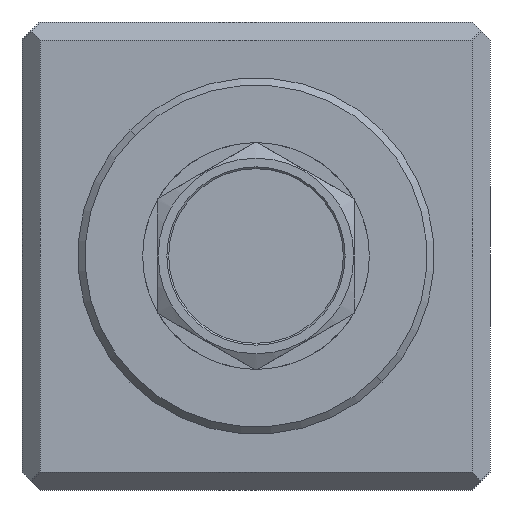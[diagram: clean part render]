
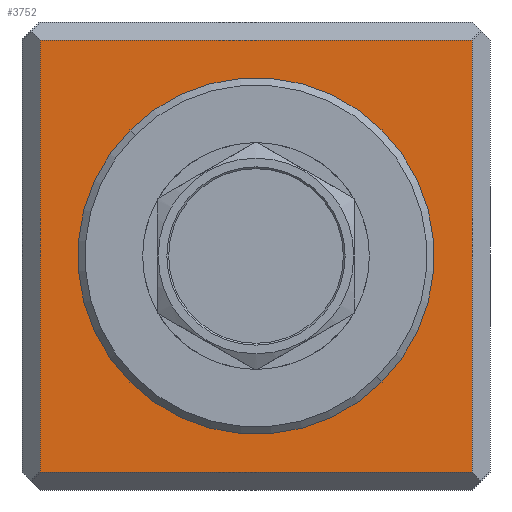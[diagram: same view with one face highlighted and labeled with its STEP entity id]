
A CAD part, left-side view. The second image highlights one B-rep face of the part: STEP entity #3752.
In plain terms, the highlighted planar face has unit normal (-1, 0, 0).
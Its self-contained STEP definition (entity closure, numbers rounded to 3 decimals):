
#445=DIRECTION('',(0.,-1.,0.));
#446=VECTOR('',#445,120.);
#447=CARTESIAN_POINT('',(-25.,60.,-60.));
#448=LINE('',#447,#446);
#449=DIRECTION('',(0.,0.,-1.));
#450=VECTOR('',#449,120.);
#451=CARTESIAN_POINT('',(-25.,60.,60.));
#452=LINE('',#451,#450);
#453=DIRECTION('',(0.,1.,0.));
#454=VECTOR('',#453,120.);
#455=CARTESIAN_POINT('',(-25.,-60.,60.));
#456=LINE('',#455,#454);
#457=DIRECTION('',(0.,0.,1.));
#458=VECTOR('',#457,120.);
#459=CARTESIAN_POINT('',(-25.,-60.,-60.));
#460=LINE('',#459,#458);
#461=CARTESIAN_POINT('',(-25.,0.,0.));
#462=DIRECTION('',(1.,0.,0.));
#463=DIRECTION('',(0.,0.707,0.707));
#464=AXIS2_PLACEMENT_3D('',#461,#462,#463);
#466=CARTESIAN_POINT('',(-25.,0.,0.));
#467=DIRECTION('',(1.,0.,0.));
#468=DIRECTION('',(0.,-0.707,-0.707));
#469=AXIS2_PLACEMENT_3D('',#466,#467,#468);
#2737=CARTESIAN_POINT('',(-25.,60.,-60.));
#2738=CARTESIAN_POINT('',(-25.,-60.,-60.));
#2739=VERTEX_POINT('',#2737);
#2740=VERTEX_POINT('',#2738);
#2747=CARTESIAN_POINT('',(-25.,60.,60.));
#2748=VERTEX_POINT('',#2747);
#2759=CARTESIAN_POINT('',(-25.,-60.,60.));
#2760=VERTEX_POINT('',#2759);
#2825=CARTESIAN_POINT('',(-25.,33.234,33.234));
#2826=CARTESIAN_POINT('',(-25.,-33.234,-33.234));
#2827=VERTEX_POINT('',#2825);
#2828=VERTEX_POINT('',#2826);
#3733=CARTESIAN_POINT('',(-25.,0.,0.));
#3734=DIRECTION('',(-1.,0.,0.));
#3735=DIRECTION('',(0.,0.,1.));
#3736=AXIS2_PLACEMENT_3D('',#3733,#3734,#3735);
#3737=PLANE('',#3736);
#3738=ORIENTED_EDGE('',*,*,#3709,.F.);
#3739=ORIENTED_EDGE('',*,*,#3722,.F.);
#3741=ORIENTED_EDGE('',*,*,#3740,.F.);
#3743=ORIENTED_EDGE('',*,*,#3742,.F.);
#3744=EDGE_LOOP('',(#3738,#3739,#3741,#3743));
#3745=FACE_OUTER_BOUND('',#3744,.F.);
#3747=ORIENTED_EDGE('',*,*,#3746,.F.);
#3749=ORIENTED_EDGE('',*,*,#3748,.F.);
#3750=EDGE_LOOP('',(#3747,#3749));
#3751=FACE_BOUND('',#3750,.F.);
#3752=ADVANCED_FACE('',(#3745,#3751),#3737,.T.);
#465=CIRCLE('',#464,47.);
#470=CIRCLE('',#469,47.);
#3709=EDGE_CURVE('',#2739,#2740,#448,.T.);
#3722=EDGE_CURVE('',#2748,#2739,#452,.T.);
#3740=EDGE_CURVE('',#2760,#2748,#456,.T.);
#3742=EDGE_CURVE('',#2740,#2760,#460,.T.);
#3746=EDGE_CURVE('',#2827,#2828,#465,.T.);
#3748=EDGE_CURVE('',#2828,#2827,#470,.T.);
